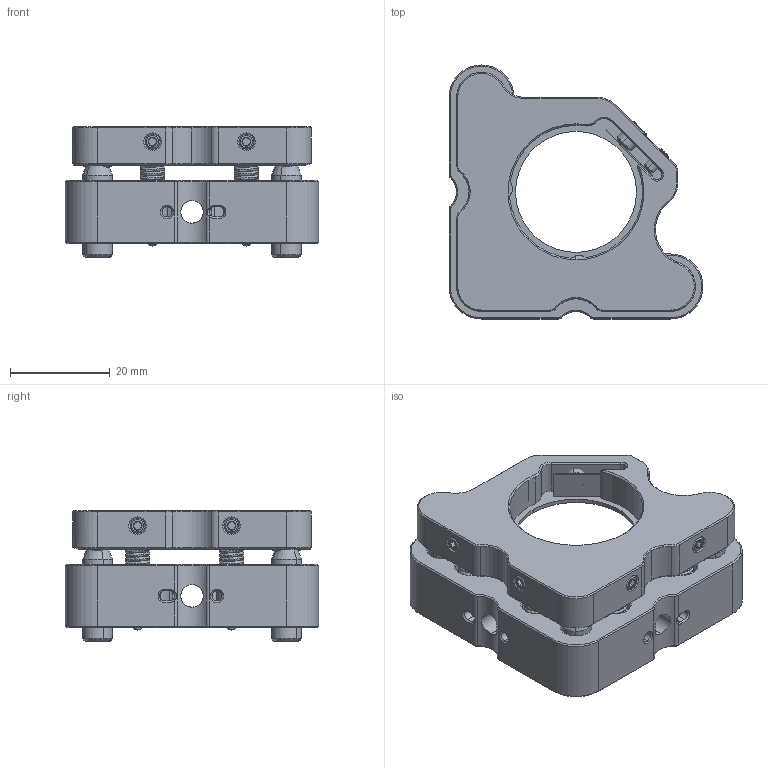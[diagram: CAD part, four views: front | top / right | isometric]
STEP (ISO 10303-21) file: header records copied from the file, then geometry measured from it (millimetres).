
FILE_DESCRIPTION (( 'STEP AP214' ), '1' );
FILE_NAME ('1.1.20.6_ZJO-1.0-3_替代进口不锈钢光学调整架，用于1英寸光学原件，顶丝固定，三轴.STEP', '2021-07-31T06:04:22', ( 'Microsoft' ), ( 'Microsoft' ), 'SwSTEP 2.0', 'SolidWorks 2018', '' );
FILE_SCHEMA (( 'AUTOMOTIVE_DESIGN' ));
Length unit declared in the file: millimetre
Products named in the file (1): 1.1.20.6_ZJO-1.0-3_替代进口不锈钢光学调整架，用于1英寸光学原件，顶丝固定，三轴
Bounding box: 50.8 x 50.8 x 26.13 mm (x, y, z)
Surface area: 14499.8 mm2 (no closed solid volume)
Topology: 0 solids, 31 shells, 535 faces, 1331 edges, 821 vertices
Faces by surface type: cone 197, plane 192, cylinder 112, bspline 16, torus 12, sphere 6
Entity records: 40009 total; most frequent: CARTESIAN_POINT 21560, DIRECTION 2715, ORIENTED_EDGE 2485, EDGE_CURVE 1310, AXIS2_PLACEMENT_3D 1039, VERTEX_POINT 812, VECTOR 637, LINE 637
